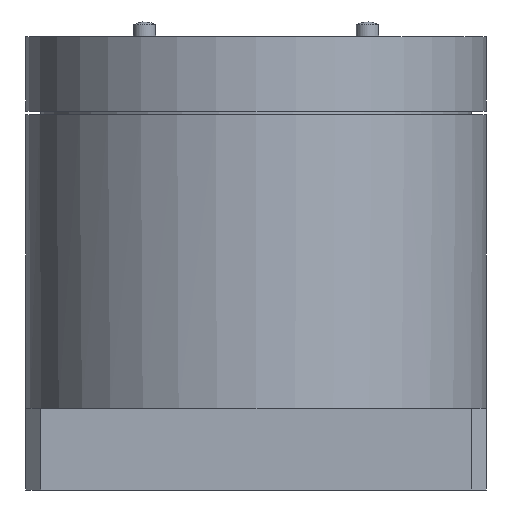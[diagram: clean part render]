
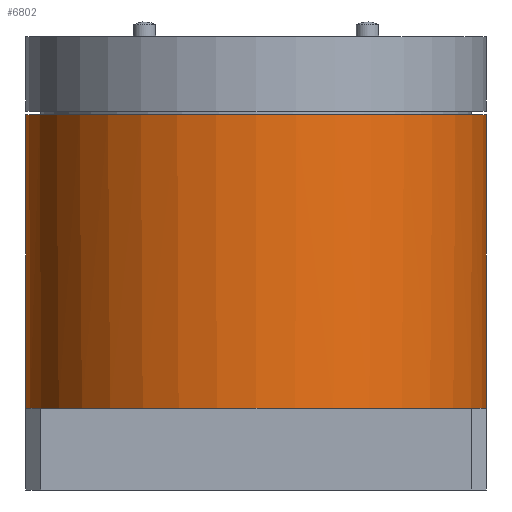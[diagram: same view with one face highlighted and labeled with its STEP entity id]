
A CAD part, left-side view. The second image highlights one B-rep face of the part: STEP entity #6802.
In plain terms, the highlighted cylindrical face has radius 31 mm (diameter 62 mm), a full revolution.
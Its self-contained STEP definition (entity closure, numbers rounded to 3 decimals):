
#602=FACE_OUTER_BOUND('',#1019,.T.);
#1019=EDGE_LOOP('',(#4736,#4737,#4738,#4739,#4740,#4741,#4742,#4743));
#1448=LINE('',#10599,#1827);
#1449=LINE('',#10600,#1828);
#1450=LINE('',#10608,#1829);
#1827=VECTOR('',#8532,10.);
#1828=VECTOR('',#8533,10.);
#1829=VECTOR('',#8544,31.);
#2248=CIRCLE('',#7331,31.);
#2267=CIRCLE('',#7357,31.);
#2268=CIRCLE('',#7358,31.);
#2269=CIRCLE('',#7360,31.);
#2760=VERTEX_POINT('',#10539);
#2761=VERTEX_POINT('',#10540);
#2783=VERTEX_POINT('',#10596);
#2784=VERTEX_POINT('',#10597);
#2785=VERTEX_POINT('',#10602);
#2786=VERTEX_POINT('',#10606);
#3512=EDGE_CURVE('',#2761,#2760,#2248,.T.);
#3540=EDGE_CURVE('',#2761,#2783,#1448,.T.);
#3541=EDGE_CURVE('',#2784,#2760,#1449,.T.);
#3542=EDGE_CURVE('',#2785,#2784,#2267,.T.);
#3543=EDGE_CURVE('',#2783,#2785,#2268,.T.);
#3544=EDGE_CURVE('',#2786,#2786,#2269,.T.);
#3545=EDGE_CURVE('',#2786,#2785,#1450,.T.);
#4736=ORIENTED_EDGE('',*,*,#3544,.T.);
#4737=ORIENTED_EDGE('',*,*,#3545,.T.);
#4738=ORIENTED_EDGE('',*,*,#3542,.T.);
#4739=ORIENTED_EDGE('',*,*,#3541,.T.);
#4740=ORIENTED_EDGE('',*,*,#3512,.F.);
#4741=ORIENTED_EDGE('',*,*,#3540,.T.);
#4742=ORIENTED_EDGE('',*,*,#3543,.T.);
#4743=ORIENTED_EDGE('',*,*,#3545,.F.);
#6270=CYLINDRICAL_SURFACE('',#7359,31.);
#6802=ADVANCED_FACE('',(#602),#6270,.T.);
#7331=AXIS2_PLACEMENT_3D('',#10542,#8473,#8474);
#7357=AXIS2_PLACEMENT_3D('',#10603,#8536,#8537);
#7358=AXIS2_PLACEMENT_3D('',#10604,#8538,#8539);
#7359=AXIS2_PLACEMENT_3D('',#10605,#8540,#8541);
#7360=AXIS2_PLACEMENT_3D('',#10607,#8542,#8543);
#8473=DIRECTION('center_axis',(0.,0.,
-1.));
#8474=DIRECTION('ref_axis',(-1.,0.,0.));
#8532=DIRECTION('',(0.,0.,1.));
#8533=DIRECTION('',(0.,0.,-1.));
#8536=DIRECTION('center_axis',(0.,0.,
1.));
#8537=DIRECTION('ref_axis',(-1.,0.,0.));
#8538=DIRECTION('center_axis',(0.,0.,
1.));
#8539=DIRECTION('ref_axis',(-1.,0.,0.));
#8540=DIRECTION('center_axis',(0.,0.,
1.));
#8541=DIRECTION('ref_axis',(-1.,0.,0.));
#8542=DIRECTION('center_axis',(0.,0.,
-1.));
#8543=DIRECTION('ref_axis',(-1.,0.,0.));
#8544=DIRECTION('',(0.,0.,-1.));
#10539=CARTESIAN_POINT('',(30.2,6.997,11.));
#10540=CARTESIAN_POINT('',(30.2,-6.997,11.));
#10542=CARTESIAN_POINT('Origin',(0.,0.,
11.));
#10596=CARTESIAN_POINT('',(30.2,-6.997,27.5));
#10597=CARTESIAN_POINT('',(30.2,6.997,27.5));
#10599=CARTESIAN_POINT('',(30.2,-6.997,11.));
#10600=CARTESIAN_POINT('',(30.2,6.997,11.));
#10602=CARTESIAN_POINT('',(31.,0.,27.5));
#10603=CARTESIAN_POINT('Origin',(0.,0.,
27.5));
#10604=CARTESIAN_POINT('Origin',(0.,0.,
27.5));
#10605=CARTESIAN_POINT('Origin',(0.,0.,
11.));
#10606=CARTESIAN_POINT('',(31.,0.,50.5));
#10607=CARTESIAN_POINT('Origin',(0.,0.,
50.5));
#10608=CARTESIAN_POINT('',(31.,0.,11.));
